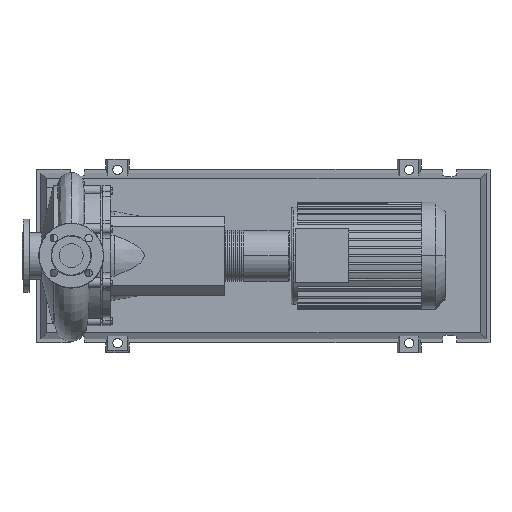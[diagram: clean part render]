
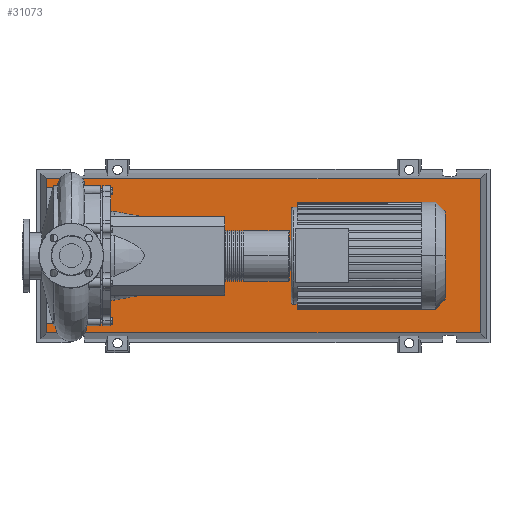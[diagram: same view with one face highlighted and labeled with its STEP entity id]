
A CAD part, top view. The second image highlights one B-rep face of the part: STEP entity #31073.
In plain terms, the highlighted planar face has unit normal (0, 0, 1).
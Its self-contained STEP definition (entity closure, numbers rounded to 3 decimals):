
#30754=CARTESIAN_POINT('',(1037.971,-195.471,103.0));
#30755=VERTEX_POINT('',#30754);
#30762=CARTESIAN_POINT('',(-62.971,-195.471,103.0));
#30763=VERTEX_POINT('',#30762);
#30764=CARTESIAN_POINT('',(1037.971,-195.471,103.0));
#30765=DIRECTION('',(-1.0,0.0,0.0));
#30766=VECTOR('',#30765,1100.941);
#30767=LINE('',#30764,#30766);
#30768=EDGE_CURVE('',#30755,#30763,#30767,.T.);
#30986=CARTESIAN_POINT('',(1037.971,195.471,103.0));
#30987=VERTEX_POINT('',#30986);
#30988=CARTESIAN_POINT('',(1037.971,195.471,103.0));
#30989=DIRECTION('',(0.0,-1.0,0.0));
#30990=VECTOR('',#30989,390.941);
#30991=LINE('',#30988,#30990);
#30992=EDGE_CURVE('',#30987,#30755,#30991,.T.);
#31010=CARTESIAN_POINT('',(-62.971,195.471,103.0));
#31011=VERTEX_POINT('',#31010);
#31012=CARTESIAN_POINT('',(-62.971,-195.471,103.0));
#31013=DIRECTION('',(0.0,1.0,0.0));
#31014=VECTOR('',#31013,390.941);
#31015=LINE('',#31012,#31014);
#31016=EDGE_CURVE('',#30763,#31011,#31015,.T.);
#31049=CARTESIAN_POINT('',(-62.971,195.471,103.0));
#31050=DIRECTION('',(1.0,0.0,0.0));
#31051=VECTOR('',#31050,1100.941);
#31052=LINE('',#31049,#31051);
#31053=EDGE_CURVE('',#31011,#30987,#31052,.T.);
#31062=CARTESIAN_POINT('',(487.5,0.,103.0));
#31063=DIRECTION('',(0.0,0.0,1.0));
#31064=DIRECTION('',(1.0,0.0,0.0));
#31065=AXIS2_PLACEMENT_3D('',#31062,#31063,#31064);
#31066=PLANE('',#31065);
#31067=ORIENTED_EDGE('',*,*,#30992,.F.);
#31068=ORIENTED_EDGE('',*,*,#31053,.F.);
#31069=ORIENTED_EDGE('',*,*,#31016,.F.);
#31070=ORIENTED_EDGE('',*,*,#30768,.F.);
#31071=EDGE_LOOP('',(#31067,#31068,#31069,#31070));
#31072=FACE_OUTER_BOUND('',#31071,.T.);
#31073=ADVANCED_FACE('',(#31072),#31066,.T.);
